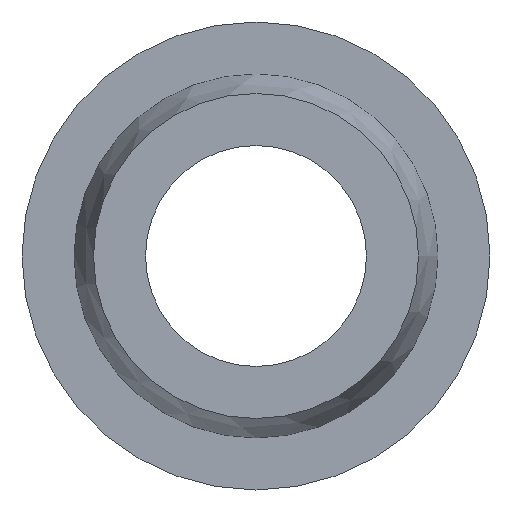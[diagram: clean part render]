
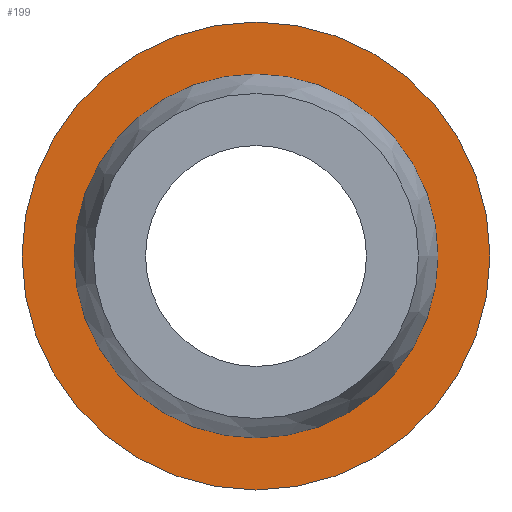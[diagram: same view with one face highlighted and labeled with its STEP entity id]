
A CAD part, front view. The second image highlights one B-rep face of the part: STEP entity #199.
In plain terms, the highlighted planar face has unit normal (0, -1, 0).
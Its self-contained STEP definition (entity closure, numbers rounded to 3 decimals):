
#133 = CONICAL_SURFACE('',#134,2.5,0.291);
#134 = AXIS2_PLACEMENT_3D('',#135,#136,#137);
#135 = CARTESIAN_POINT('',(-66.,16.443,43.5));
#136 = DIRECTION('',(0.,1.,0.));
#137 = DIRECTION('',(1.,0.,0.));
#150 = VERTEX_POINT('',#151);
#151 = CARTESIAN_POINT('',(-63.2,17.443,43.5));
#172 = EDGE_CURVE('',#150,#150,#173,.T.);
#173 = SURFACE_CURVE('',#174,(#179,#186),.PCURVE_S1.);
#174 = CIRCLE('',#175,2.8);
#175 = AXIS2_PLACEMENT_3D('',#176,#177,#178);
#176 = CARTESIAN_POINT('',(-66.,17.443,43.5));
#177 = DIRECTION('',(0.,-1.,0.));
#178 = DIRECTION('',(1.,0.,0.));
#179 = PCURVE('',#133,#180);
#180 = DEFINITIONAL_REPRESENTATION('',(#181),#185);
#181 = LINE('',#182,#183);
#182 = CARTESIAN_POINT('',(-0.,1.));
#183 = VECTOR('',#184,1.);
#184 = DIRECTION('',(-1.,0.));
#185 = ( GEOMETRIC_REPRESENTATION_CONTEXT(2) 
PARAMETRIC_REPRESENTATION_CONTEXT() REPRESENTATION_CONTEXT('2D SPACE',''
  ) );
#186 = PCURVE('',#187,#192);
#187 = PLANE('',#188);
#188 = AXIS2_PLACEMENT_3D('',#189,#190,#191);
#189 = CARTESIAN_POINT('',(-66.,17.443,43.5));
#190 = DIRECTION('',(0.,-1.,0.));
#191 = DIRECTION('',(1.,0.,0.));
#192 = DEFINITIONAL_REPRESENTATION('',(#193),#197);
#193 = CIRCLE('',#194,2.8);
#194 = AXIS2_PLACEMENT_2D('',#195,#196);
#195 = CARTESIAN_POINT('',(0.,0.));
#196 = DIRECTION('',(1.,-0.));
#197 = ( GEOMETRIC_REPRESENTATION_CONTEXT(2) 
PARAMETRIC_REPRESENTATION_CONTEXT() REPRESENTATION_CONTEXT('2D SPACE',''
  ) );
#199 = ADVANCED_FACE('',(#200,#203),#187,.T.);
#200 = FACE_BOUND('',#201,.F.);
#201 = EDGE_LOOP('',(#202));
#202 = ORIENTED_EDGE('',*,*,#172,.T.);
#203 = FACE_BOUND('',#204,.F.);
#204 = EDGE_LOOP('',(#205));
#205 = ORIENTED_EDGE('',*,*,#206,.F.);
#206 = EDGE_CURVE('',#207,#207,#209,.T.);
#207 = VERTEX_POINT('',#208);
#208 = CARTESIAN_POINT('',(-62.4,17.443,43.5));
#209 = SURFACE_CURVE('',#210,(#215,#222),.PCURVE_S1.);
#210 = CIRCLE('',#211,3.6);
#211 = AXIS2_PLACEMENT_3D('',#212,#213,#214);
#212 = CARTESIAN_POINT('',(-66.,17.443,43.5));
#213 = DIRECTION('',(0.,-1.,0.));
#214 = DIRECTION('',(1.,0.,0.));
#215 = PCURVE('',#187,#216);
#216 = DEFINITIONAL_REPRESENTATION('',(#217),#221);
#217 = CIRCLE('',#218,3.6);
#218 = AXIS2_PLACEMENT_2D('',#219,#220);
#219 = CARTESIAN_POINT('',(0.,0.));
#220 = DIRECTION('',(1.,-0.));
#221 = ( GEOMETRIC_REPRESENTATION_CONTEXT(2) 
PARAMETRIC_REPRESENTATION_CONTEXT() REPRESENTATION_CONTEXT('2D SPACE',''
  ) );
#222 = PCURVE('',#223,#228);
#223 = CYLINDRICAL_SURFACE('',#224,3.6);
#224 = AXIS2_PLACEMENT_3D('',#225,#226,#227);
#225 = CARTESIAN_POINT('',(-66.,17.443,43.5));
#226 = DIRECTION('',(0.,1.,0.));
#227 = DIRECTION('',(1.,0.,0.));
#228 = DEFINITIONAL_REPRESENTATION('',(#229),#233);
#229 = LINE('',#230,#231);
#230 = CARTESIAN_POINT('',(-0.,0.));
#231 = VECTOR('',#232,1.);
#232 = DIRECTION('',(-1.,0.));
#233 = ( GEOMETRIC_REPRESENTATION_CONTEXT(2) 
PARAMETRIC_REPRESENTATION_CONTEXT() REPRESENTATION_CONTEXT('2D SPACE',''
  ) );
